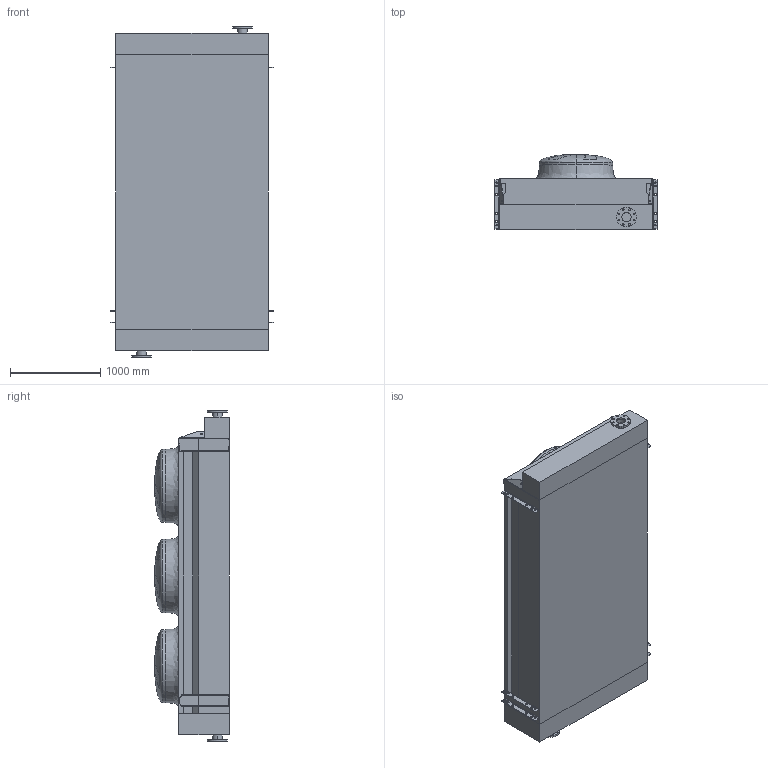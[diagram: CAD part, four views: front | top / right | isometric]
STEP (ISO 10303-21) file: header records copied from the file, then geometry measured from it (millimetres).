
FILE_DESCRIPTION (( 'STEP AP203' ), '1' );
FILE_NAME ('BOM_03C-I.step', '2022-05-05T13:21:44', ( '' ), ( '' ), 'SwSTEP 2.0', 'SolidWorks 2019', '' );
FILE_SCHEMA (( 'CONFIG_CONTROL_DESIGN' ));
Length unit declared in the file: millimetre
Products named in the file (1): BOM_03C-I
Bounding box: 1820 x 830 x 3670 mm (x, y, z)
Volume: 3564554461.9 mm3; surface area: 23601238.4 mm2
Topology: 7 solids, 7 shells, 367 faces, 1047 edges, 709 vertices
Faces by surface type: cylinder 186, plane 142, bspline 39
Entity records: 16356 total; most frequent: CARTESIAN_POINT 6435, ORIENTED_EDGE 2082, DIRECTION 2008, EDGE_CURVE 1041, AXIS2_PLACEMENT_3D 733, VERTEX_POINT 709, LINE 542, VECTOR 542
